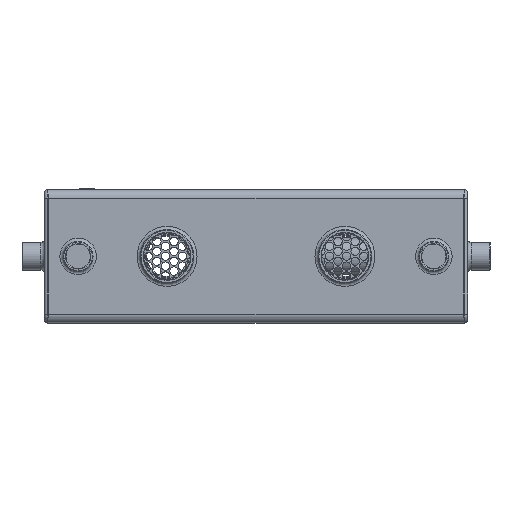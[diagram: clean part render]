
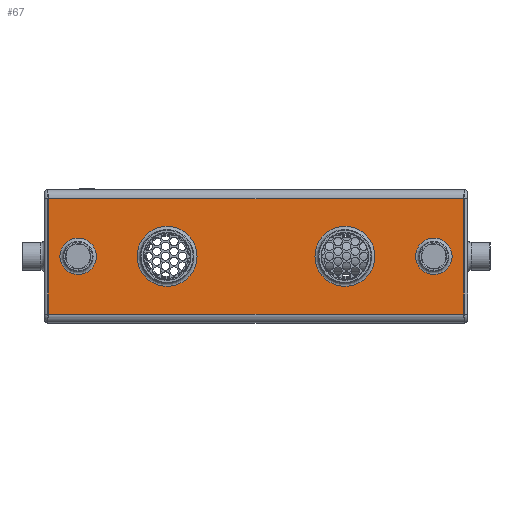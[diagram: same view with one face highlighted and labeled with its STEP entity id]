
A CAD part, left-side view. The second image highlights one B-rep face of the part: STEP entity #67.
In plain terms, the highlighted planar face has unit normal (-1, 0, 0).
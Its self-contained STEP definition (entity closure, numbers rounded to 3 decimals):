
#67=ADVANCED_FACE('',(#7501,#7503,#7505,#7507,#7509),#7511,.T.);
#7501=FACE_BOUND('',#7502,.T.);
#7502=EDGE_LOOP('',(#15777,#15778,#15779,#15780));
#7503=FACE_BOUND('',#7504,.T.);
#7504=EDGE_LOOP('',(#15781));
#7505=FACE_BOUND('',#7506,.T.);
#7506=EDGE_LOOP('',(#15782));
#7507=FACE_BOUND('',#7508,.T.);
#7508=EDGE_LOOP('',(#15783));
#7509=FACE_BOUND('',#7510,.T.);
#7510=EDGE_LOOP('',(#15784));
#7511=PLANE('',#7512);
#7512=AXIS2_PLACEMENT_3D('',#7513,#7514,#7515);
#7513=CARTESIAN_POINT('',(-60.,0.,-52.));
#7514=DIRECTION('',(-1.,0.,0.));
#7515=DIRECTION('',(0.,0.,1.));
#15777=ORIENTED_EDGE('',*,*,#19387,.T.);
#15778=ORIENTED_EDGE('',*,*,#19388,.T.);
#15779=ORIENTED_EDGE('',*,*,#19389,.F.);
#15780=ORIENTED_EDGE('',*,*,#19390,.T.);
#15781=ORIENTED_EDGE('',*,*,#19391,.F.);
#15782=ORIENTED_EDGE('',*,*,#19392,.F.);
#15783=ORIENTED_EDGE('',*,*,#19393,.F.);
#15784=ORIENTED_EDGE('',*,*,#19394,.F.);
#19387=EDGE_CURVE('',#21195,#21196,#21197,.T.);
#19388=EDGE_CURVE('',#21196,#21198,#21199,.F.);
#19389=EDGE_CURVE('',#21200,#21198,#21201,.T.);
#19390=EDGE_CURVE('',#21200,#21195,#21202,.T.);
#19391=EDGE_CURVE('',#21203,#21203,#21204,.T.);
#19392=EDGE_CURVE('',#21205,#21205,#21206,.T.);
#19393=EDGE_CURVE('',#21207,#21207,#21208,.T.);
#19394=EDGE_CURVE('',#21209,#21209,#21210,.T.);
#21195=VERTEX_POINT('',#24422);
#21196=VERTEX_POINT('',#24423);
#21197=LINE('',#24424,#24425);
#21198=VERTEX_POINT('',#24427);
#21199=LINE('',#24428,#24429);
#21200=VERTEX_POINT('',#24431);
#21201=LINE('',#24432,#24433);
#21202=LINE('',#24435,#24436);
#21203=VERTEX_POINT('',#24438);
#21204=CIRCLE('',#24439,16.4);
#21205=VERTEX_POINT('',#24443);
#21206=CIRCLE('',#24444,27.);
#21207=VERTEX_POINT('',#24448);
#21208=CIRCLE('',#24449,27.);
#21209=VERTEX_POINT('',#24453);
#21210=CIRCLE('',#24454,16.4);
#24422=CARTESIAN_POINT('',(-60.,-1.,52.));
#24423=CARTESIAN_POINT('',(-60.,374.,52.));
#24424=CARTESIAN_POINT('',(-60.,-1.,52.));
#24425=VECTOR('',#24426,1.);
#24426=DIRECTION('',(0.,1.,0.));
#24427=CARTESIAN_POINT('',(-60.,374.,-52.));
#24428=CARTESIAN_POINT('',(-60.,374.,-52.));
#24429=VECTOR('',#24430,1.);
#24430=DIRECTION('',(0.,0.,1.));
#24431=CARTESIAN_POINT('',(-60.,-1.,-52.));
#24432=CARTESIAN_POINT('',(-60.,-1.,-52.));
#24433=VECTOR('',#24434,1.);
#24434=DIRECTION('',(0.,1.,0.));
#24435=CARTESIAN_POINT('',(-60.,-1.,-52.));
#24436=VECTOR('',#24437,1.);
#24437=DIRECTION('',(0.,0.,1.));
#24438=CARTESIAN_POINT('',(-60.,42.9,0.));
#24439=AXIS2_PLACEMENT_3D('',#24440,#24441,#24442);
#24440=CARTESIAN_POINT('',(-60.,26.5,0.));
#24441=DIRECTION('',(-1.,0.,0.));
#24442=DIRECTION('',(0.,1.,0.));
#24443=CARTESIAN_POINT('',(-60.,79.5,0.));
#24444=AXIS2_PLACEMENT_3D('',#24445,#24446,#24447);
#24445=CARTESIAN_POINT('',(-60.,106.5,0.));
#24446=DIRECTION('',(-1.,0.,0.));
#24447=DIRECTION('',(0.,-1.,0.));
#24448=CARTESIAN_POINT('',(-60.,239.5,0.));
#24449=AXIS2_PLACEMENT_3D('',#24450,#24451,#24452);
#24450=CARTESIAN_POINT('',(-60.,266.5,0.));
#24451=DIRECTION('',(-1.,0.,0.));
#24452=DIRECTION('',(0.,-1.,0.));
#24453=CARTESIAN_POINT('',(-60.,362.9,0.));
#24454=AXIS2_PLACEMENT_3D('',#24455,#24456,#24457);
#24455=CARTESIAN_POINT('',(-60.,346.5,0.));
#24456=DIRECTION('',(-1.,0.,0.));
#24457=DIRECTION('',(0.,1.,0.));
